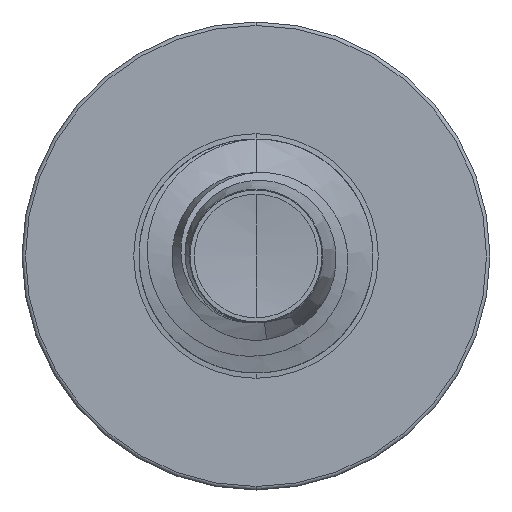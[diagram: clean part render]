
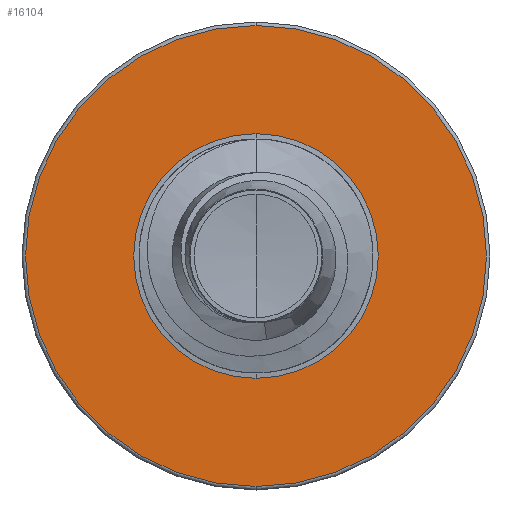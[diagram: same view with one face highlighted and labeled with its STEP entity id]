
A CAD part, front view. The second image highlights one B-rep face of the part: STEP entity #16104.
In plain terms, the highlighted planar face has unit normal (0, -1, 0).
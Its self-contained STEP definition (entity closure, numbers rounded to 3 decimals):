
#379 = AXIS2_PLACEMENT_3D ( 'NONE', #8825, #18560, #10288 ) ;
#664 = CARTESIAN_POINT ( 'NONE',  ( 0., 9., 0. ) ) ;
#1041 = CIRCLE ( 'NONE', #17778, 1.15 ) ;
#1078 = ORIENTED_EDGE ( 'NONE', *, *, #17841, .F. ) ;
#1501 = CARTESIAN_POINT ( 'NONE',  ( 0., 9., -1.15 ) ) ;
#2200 = DIRECTION ( 'NONE',  ( 0., 0., 1. ) ) ;
#2233 = EDGE_LOOP ( 'NONE', ( #4094, #11774 ) ) ;
#3035 = DIRECTION ( 'NONE',  ( 0., 1., 0. ) ) ;
#3162 = VERTEX_POINT ( 'NONE', #8091 ) ;
#4047 = EDGE_CURVE ( 'NONE', #3162, #12466, #15780, .T. ) ;
#4094 = ORIENTED_EDGE ( 'NONE', *, *, #4047, .T. ) ;
#4184 = ORIENTED_EDGE ( 'NONE', *, *, #5689, .F. ) ;
#5689 = EDGE_CURVE ( 'NONE', #10382, #17057, #18372, .T. ) ;
#6248 = CARTESIAN_POINT ( 'NONE',  ( 0., 9., 0. ) ) ;
#7490 = DIRECTION ( 'NONE',  ( 0., 1., 0. ) ) ;
#7744 = DIRECTION ( 'NONE',  ( 0., 0., 1. ) ) ;
#8091 = CARTESIAN_POINT ( 'NONE',  ( 0., 9., 1.15 ) ) ;
#8665 = AXIS2_PLACEMENT_3D ( 'NONE', #664, #11085, #2200 ) ;
#8825 = CARTESIAN_POINT ( 'NONE',  ( 0., 9., 0. ) ) ;
#9568 = AXIS2_PLACEMENT_3D ( 'NONE', #15916, #7490, #17330 ) ;
#9953 = FACE_OUTER_BOUND ( 'NONE', #14278, .T. ) ;
#10288 = DIRECTION ( 'NONE',  ( 0., 0., 1. ) ) ;
#10382 = VERTEX_POINT ( 'NONE', #17825 ) ;
#10399 = FACE_BOUND ( 'NONE', #2233, .T. ) ;
#11085 = DIRECTION ( 'NONE',  ( 0., 1., 0. ) ) ;
#11774 = ORIENTED_EDGE ( 'NONE', *, *, #16400, .T. ) ;
#11852 = PLANE ( 'NONE',  #13181 ) ;
#12161 = CIRCLE ( 'NONE', #8665, 2.167 ) ;
#12466 = VERTEX_POINT ( 'NONE', #18155 ) ;
#13181 = AXIS2_PLACEMENT_3D ( 'NONE', #1501, #3035, #13241 ) ;
#13241 = DIRECTION ( 'NONE',  ( 0., 0., 1. ) ) ;
#13943 = CARTESIAN_POINT ( 'NONE',  ( 0., 9., 2.167 ) ) ;
#14278 = EDGE_LOOP ( 'NONE', ( #1078, #4184 ) ) ;
#15780 = CIRCLE ( 'NONE', #9568, 1.15 ) ;
#15916 = CARTESIAN_POINT ( 'NONE',  ( 0., 9., 0. ) ) ;
#16104 = ADVANCED_FACE ( 'NONE', ( #9953, #10399 ), #11852, .F. ) ;
#16161 = DIRECTION ( 'NONE',  ( 0., 1., 0. ) ) ;
#16400 = EDGE_CURVE ( 'NONE', #12466, #3162, #1041, .T. ) ;
#17057 = VERTEX_POINT ( 'NONE', #13943 ) ;
#17330 = DIRECTION ( 'NONE',  ( 0., 0., 1. ) ) ;
#17778 = AXIS2_PLACEMENT_3D ( 'NONE', #6248, #16161, #7744 ) ;
#17825 = CARTESIAN_POINT ( 'NONE',  ( 0., 9., -2.167 ) ) ;
#17841 = EDGE_CURVE ( 'NONE', #17057, #10382, #12161, .T. ) ;
#18155 = CARTESIAN_POINT ( 'NONE',  ( 0., 9., -1.15 ) ) ;
#18372 = CIRCLE ( 'NONE', #379, 2.167 ) ;
#18560 = DIRECTION ( 'NONE',  ( 0., 1., 0. ) ) ;
